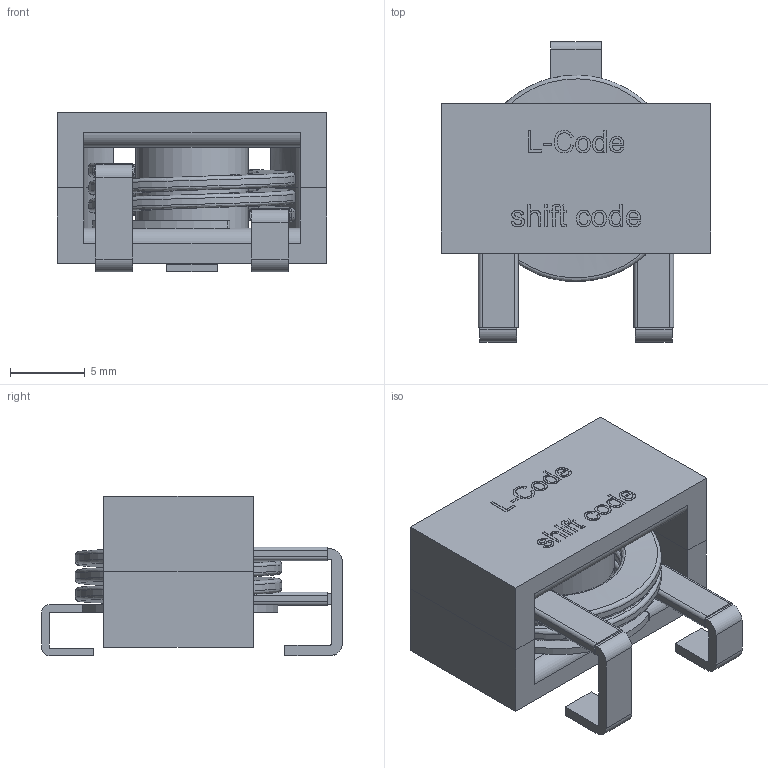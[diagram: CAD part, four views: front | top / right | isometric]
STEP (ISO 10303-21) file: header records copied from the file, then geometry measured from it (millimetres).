
FILE_DESCRIPTION(/* description */ ('Unknown'),/* implementation_level */ '2;1');
FILE_NAME(/* name */ '784364210033',/* time_stamp */ '2025-07-03T11:08:05+02:00',/* author */ ('Unknown'),/* organization */ ('Unknown'),/* preprocessor_version */ 'ST-DEVELOPER v19.4',/* originating_system */ 'Solid Edge',/* authorisation */ 'Unknown');
FILE_SCHEMA (('AUTOMOTIVE_DESIGN {1 0 10303 214 3 1 1}'));
Length unit declared in the file: millimetre
Products named in the file (5): 784364210033; Core_base; Core; Clip; Spule
Assembly tree (4 placements, depth 2):
  784364210033
    Core_base
    Core
    Clip
    Spule
Bounding box: 18 x 20.1 x 10.66 mm (x, y, z)
Volume: 1617.4 mm3; surface area: 2409.7 mm2
Topology: 4 solids, 4 shells, 245 faces, 602 edges, 391 vertices
Faces by surface type: plane 148, cylinder 49, bspline 32, torus 16
Full cylindrical faces by diameter (mm): 7.5 x2
Entity records: 11003 total; most frequent: CARTESIAN_POINT 4077, ORIENTED_EDGE 1186, DIRECTION 957, EDGE_CURVE 593, VERTEX_POINT 390, AXIS2_PLACEMENT_3D 340, EDGE_LOOP 281, FACE_BOUND 281
